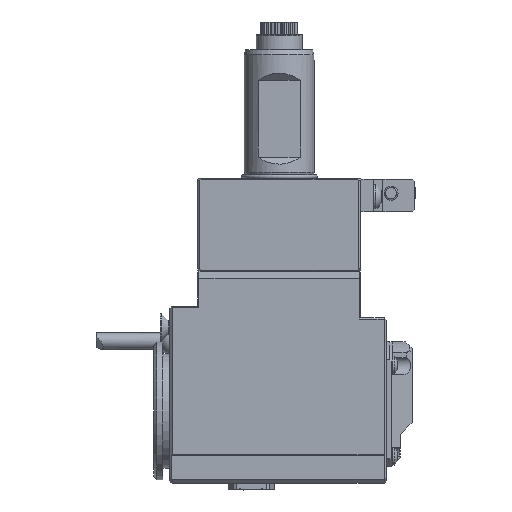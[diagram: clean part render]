
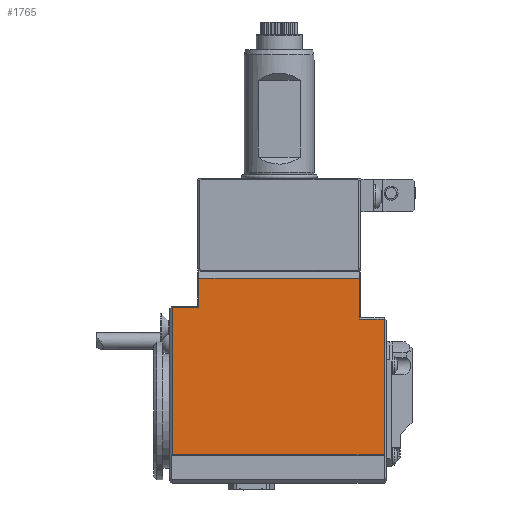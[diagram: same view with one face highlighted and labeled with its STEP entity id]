
A CAD part, front view. The second image highlights one B-rep face of the part: STEP entity #1765.
In plain terms, the highlighted planar face has unit normal (0, -1, 0).
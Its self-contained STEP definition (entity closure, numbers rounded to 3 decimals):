
#339=LINE('',#10965,#847);
#344=LINE('',#10975,#852);
#347=LINE('',#10981,#855);
#348=LINE('',#10983,#856);
#350=LINE('',#10987,#858);
#355=LINE('',#11003,#863);
#363=LINE('',#11043,#871);
#366=LINE('',#11049,#874);
#847=VECTOR('',#8324,1.);
#852=VECTOR('',#8331,1.);
#855=VECTOR('',#8336,1.);
#856=VECTOR('',#8339,1.);
#858=VECTOR('',#8343,1.);
#863=VECTOR('',#8362,1.);
#871=VECTOR('',#8408,1.);
#874=VECTOR('',#8415,1.);
#1765=ADVANCED_FACE('',(#2347),#2101,.T.);
#2101=PLANE('',#7193);
#2347=FACE_OUTER_BOUND('',#2738,.T.);
#2738=EDGE_LOOP('',(#3822,#3823,#3824,#3825,#3826,#3827,#3828,#3829));
#3822=ORIENTED_EDGE('',*,*,#6040,.T.);
#3823=ORIENTED_EDGE('',*,*,#6038,.F.);
#3824=ORIENTED_EDGE('',*,*,#6037,.T.);
#3825=ORIENTED_EDGE('',*,*,#6034,.T.);
#3826=ORIENTED_EDGE('',*,*,#6063,.T.);
#3827=ORIENTED_EDGE('',*,*,#6066,.T.);
#3828=ORIENTED_EDGE('',*,*,#6047,.T.);
#3829=ORIENTED_EDGE('',*,*,#6029,.T.);
#5254=VERTEX_POINT('',#10964);
#5255=VERTEX_POINT('',#10966);
#5258=VERTEX_POINT('',#10974);
#5259=VERTEX_POINT('',#10976);
#5260=VERTEX_POINT('',#10980);
#5261=VERTEX_POINT('',#10984);
#5266=VERTEX_POINT('',#11004);
#5278=VERTEX_POINT('',#11042);
#6029=EDGE_CURVE('',#5255,#5254,#339,.T.);
#6034=EDGE_CURVE('',#5259,#5258,#344,.T.);
#6037=EDGE_CURVE('',#5260,#5259,#347,.T.);
#6038=EDGE_CURVE('',#5260,#5261,#348,.T.);
#6040=EDGE_CURVE('',#5254,#5261,#350,.T.);
#6047=EDGE_CURVE('',#5266,#5255,#355,.T.);
#6063=EDGE_CURVE('',#5258,#5278,#363,.T.);
#6066=EDGE_CURVE('',#5278,#5266,#366,.T.);
#7193=AXIS2_PLACEMENT_3D('',#11050,#8416,#8417);
#8324=DIRECTION('',(-1.,0.,0.));
#8331=DIRECTION('',(-1.,0.,0.));
#8336=DIRECTION('',(0.,0.,1.));
#8339=DIRECTION('',(-1.,0.,0.));
#8343=DIRECTION('',(0.,0.,-1.));
#8362=DIRECTION('',(0.,0.,-1.));
#8408=DIRECTION('',(0.,0.,1.));
#8415=DIRECTION('',(-1.,0.,0.));
#8416=DIRECTION('',(0.,-1.,0.));
#8417=DIRECTION('',(-1.,0.,0.));
#10964=CARTESIAN_POINT('',(-46.,-33.,-55.5));
#10965=CARTESIAN_POINT('',(-47.,-33.,-55.5));
#10966=CARTESIAN_POINT('',(-34.5,-33.,-55.5));
#10974=CARTESIAN_POINT('',(34.5,-33.,-60.5));
#10975=CARTESIAN_POINT('',(-47.,-33.,-60.5));
#10976=CARTESIAN_POINT('',(45.,-33.,-60.5));
#10980=CARTESIAN_POINT('',(45.,-33.,-118.7));
#10981=CARTESIAN_POINT('',(45.,-33.,-60.));
#10983=CARTESIAN_POINT('',(145.897,-33.,-118.7));
#10984=CARTESIAN_POINT('',(-46.,-33.,-118.7));
#10987=CARTESIAN_POINT('',(-46.,-33.,-129.));
#11003=CARTESIAN_POINT('',(-34.5,-33.,-131.));
#11004=CARTESIAN_POINT('',(-34.5,-33.,-43.058));
#11042=CARTESIAN_POINT('',(34.5,-33.,-43.058));
#11043=CARTESIAN_POINT('',(34.5,-33.,-131.));
#11049=CARTESIAN_POINT('',(145.897,-33.,-43.058));
#11050=CARTESIAN_POINT('',(-47.,-33.,-131.));
